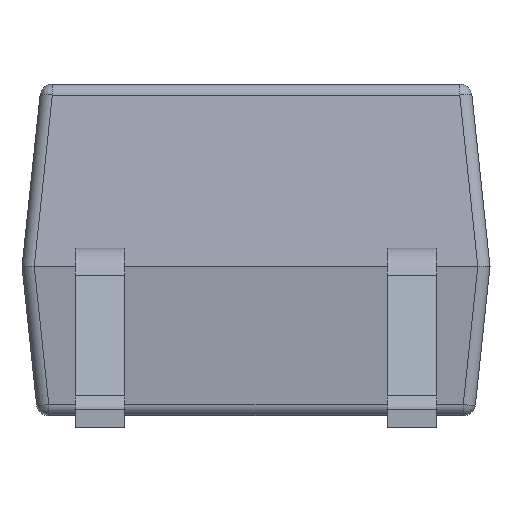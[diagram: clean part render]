
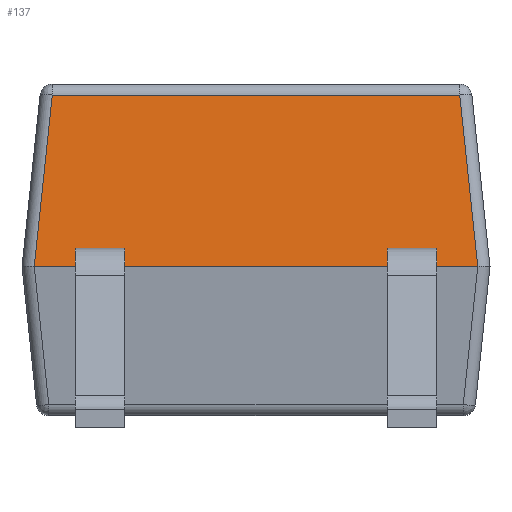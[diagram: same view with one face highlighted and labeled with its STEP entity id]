
A CAD part, front view. The second image highlights one B-rep face of the part: STEP entity #137.
In plain terms, the highlighted planar face has unit normal (0, -0.995, 0.104).
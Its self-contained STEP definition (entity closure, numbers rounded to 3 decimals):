
#137=ADVANCED_FACE('',(#985),#987,.T.);
#985=FACE_BOUND('',#986,.T.);
#986=EDGE_LOOP('',(#1744,#1745,#1746,#1747));
#987=PLANE('',#988);
#988=AXIS2_PLACEMENT_3D('',#989,#990,#991);
#989=CARTESIAN_POINT('',(-1.905,-2.3,1.315));
#990=DIRECTION('',(0.,-0.995,0.105));
#991=DIRECTION('',(1.,0.,0.));
#1744=ORIENTED_EDGE('',*,*,#2179,.F.);
#1745=ORIENTED_EDGE('',*,*,#2180,.F.);
#1746=ORIENTED_EDGE('',*,*,#2181,.T.);
#1747=ORIENTED_EDGE('',*,*,#2182,.T.);
#2179=EDGE_CURVE('',#2419,#2420,#2421,.T.);
#2180=EDGE_CURVE('',#2422,#2419,#2423,.T.);
#2181=EDGE_CURVE('',#2422,#2424,#2425,.T.);
#2182=EDGE_CURVE('',#2424,#2420,#2426,.T.);
#2419=VERTEX_POINT('',#2837);
#2420=VERTEX_POINT('',#2838);
#2421=LINE('',#2839,#2840);
#2422=VERTEX_POINT('',#2842);
#2423=LINE('',#2843,#2844);
#2424=VERTEX_POINT('',#2846);
#2425=LINE('',#2847,#2848);
#2426=LINE('',#2850,#2851);
#2837=CARTESIAN_POINT('',(-1.659,-2.153,2.71));
#2838=CARTESIAN_POINT('',(1.659,-2.153,2.71));
#2839=CARTESIAN_POINT('',(-1.659,-2.153,2.71));
#2840=VECTOR('',#2841,1.);
#2841=DIRECTION('',(1.,0.,0.));
#2842=CARTESIAN_POINT('',(-1.806,-2.3,1.315));
#2843=CARTESIAN_POINT('',(-1.806,-2.3,1.315));
#2844=VECTOR('',#2845,1.);
#2845=DIRECTION('',(0.104,0.104,0.989));
#2846=CARTESIAN_POINT('',(1.806,-2.3,1.315));
#2847=CARTESIAN_POINT('',(-1.806,-2.3,1.315));
#2848=VECTOR('',#2849,1.);
#2849=DIRECTION('',(1.,0.,0.));
#2850=CARTESIAN_POINT('',(1.806,-2.3,1.315));
#2851=VECTOR('',#2852,1.);
#2852=DIRECTION('',(-0.104,0.104,0.989));
